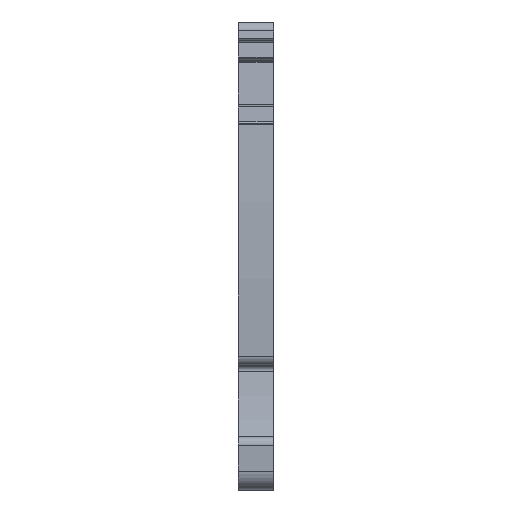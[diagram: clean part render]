
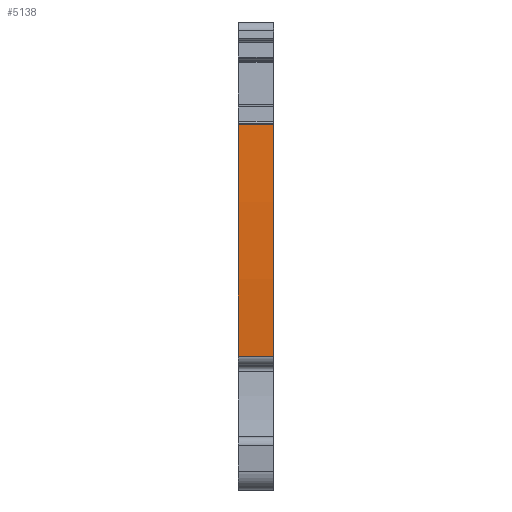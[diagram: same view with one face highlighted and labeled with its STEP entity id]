
A CAD part, front view. The second image highlights one B-rep face of the part: STEP entity #5138.
In plain terms, the highlighted cylindrical face has radius 180 mm (diameter 360 mm), a partial arc.
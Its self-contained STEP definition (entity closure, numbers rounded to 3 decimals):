
#2075=AXIS2_PLACEMENT_3D('Circle Axis2P3D',#2073,#2074,$) ;
#4268=AXIS2_PLACEMENT_3D('Cylinder Axis2P3D',#4265,#4266,#4267) ;
#5129=AXIS2_PLACEMENT_3D('Circle Axis2P3D',#5127,#5128,$) ;
#2070=CARTESIAN_POINT('Vertex',(0.,1.525,13.384)) ;
#2073=CARTESIAN_POINT('Axis2P3D Location',(0.,181.134,25.25)) ;
#2077=CARTESIAN_POINT('Vertex',(0.,1.489,36.553)) ;
#4265=CARTESIAN_POINT('Axis2P3D Location',(1.75,181.134,25.25)) ;
#5104=CARTESIAN_POINT('Vertex',(3.5,1.489,36.553)) ;
#5107=CARTESIAN_POINT('Line Origine',(1.75,1.489,36.553)) ;
#5120=CARTESIAN_POINT('Line Origine',(1.75,1.525,13.384)) ;
#5124=CARTESIAN_POINT('Vertex',(3.5,1.525,13.384)) ;
#5127=CARTESIAN_POINT('Axis2P3D Location',(3.5,181.134,25.25)) ;
#2074=DIRECTION('Axis2P3D Direction',(1.,0.,0.)) ;
#4266=DIRECTION('Axis2P3D Direction',(1.,0.,0.)) ;
#4267=DIRECTION('Axis2P3D XDirection',(0.,-0.993,0.115)) ;
#5108=DIRECTION('Vector Direction',(1.,0.,0.)) ;
#5121=DIRECTION('Vector Direction',(1.,0.,0.)) ;
#5128=DIRECTION('Axis2P3D Direction',(1.,0.,0.)) ;
#5109=VECTOR('Line Direction',#5108,1.) ;
#5122=VECTOR('Line Direction',#5121,1.) ;
#5133=ORIENTED_EDGE('',*,*,#2079,.T.) ;
#5134=ORIENTED_EDGE('',*,*,#5126,.T.) ;
#5135=ORIENTED_EDGE('',*,*,#5131,.F.) ;
#5136=ORIENTED_EDGE('',*,*,#5111,.F.) ;
#5138=ADVANCED_FACE('MLD',(#5137),#4269,.T.) ;
#2076=CIRCLE('generated circle',#2075,180.) ;
#5130=CIRCLE('generated circle',#5129,180.) ;
#4269=CYLINDRICAL_SURFACE('generated cylinder',#4268,180.) ;
#2079=EDGE_CURVE('',#2078,#2071,#2076,.T.) ;
#5111=EDGE_CURVE('',#2078,#5105,#5110,.T.) ;
#5126=EDGE_CURVE('',#2071,#5125,#5123,.T.) ;
#5131=EDGE_CURVE('',#5105,#5125,#5130,.T.) ;
#5132=EDGE_LOOP('',(#5133,#5134,#5135,#5136)) ;
#5137=FACE_OUTER_BOUND('',#5132,.T.) ;
#5110=LINE('Line',#5107,#5109) ;
#5123=LINE('Line',#5120,#5122) ;
#2071=VERTEX_POINT('',#2070) ;
#2078=VERTEX_POINT('',#2077) ;
#5105=VERTEX_POINT('',#5104) ;
#5125=VERTEX_POINT('',#5124) ;
